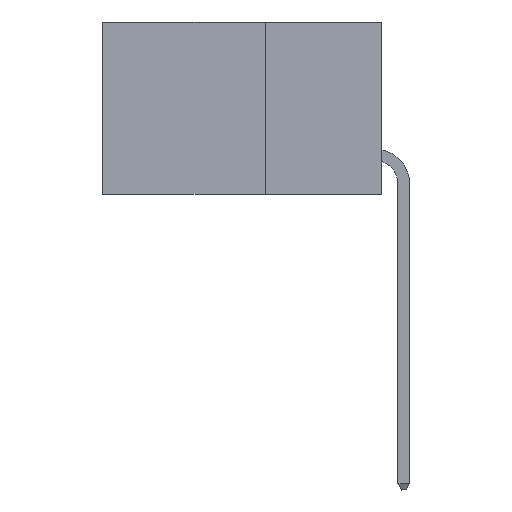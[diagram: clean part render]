
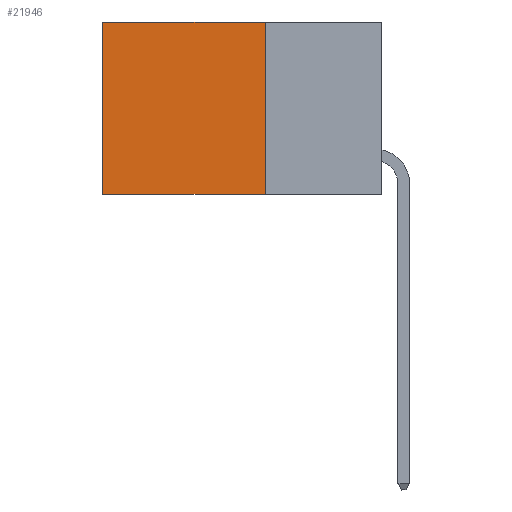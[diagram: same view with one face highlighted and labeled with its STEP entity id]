
A CAD part, left-side view. The second image highlights one B-rep face of the part: STEP entity #21946.
In plain terms, the highlighted planar face has unit normal (-1, 0, 0).
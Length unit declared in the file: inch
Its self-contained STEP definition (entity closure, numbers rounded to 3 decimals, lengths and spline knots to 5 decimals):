
#215 = ORIENTED_EDGE ( 'NONE', *, *, #3114, .T. ) ;
#1696 = LINE ( 'NONE', #26008, #22689 ) ;
#2577 = FACE_OUTER_BOUND ( 'NONE', #11583, .T. ) ;
#3002 = VECTOR ( 'NONE', #10384, 39.37008 ) ;
#3114 = EDGE_CURVE ( 'NONE', #27973, #27484, #14311, .T. ) ;
#4603 = CARTESIAN_POINT ( 'NONE',  ( 0.2875, 0.6, -0.37 ) ) ;
#4753 = LINE ( 'NONE', #30763, #16742 ) ;
#4779 = ORIENTED_EDGE ( 'NONE', *, *, #8743, .T. ) ;
#6993 = ORIENTED_EDGE ( 'NONE', *, *, #14101, .F. ) ;
#7573 = CARTESIAN_POINT ( 'NONE',  ( 0.2875, 0.25, 0. ) ) ;
#8743 = EDGE_CURVE ( 'NONE', #16423, #27973, #23014, .T. ) ;
#9203 = DIRECTION ( 'NONE',  ( 0., 0., -1. ) ) ;
#10384 = DIRECTION ( 'NONE',  ( 0., 0., -1. ) ) ;
#10757 = DIRECTION ( 'NONE',  ( 1., 0., 0. ) ) ;
#11583 = EDGE_LOOP ( 'NONE', ( #215, #12284, #6993, #4779 ) ) ;
#12284 = ORIENTED_EDGE ( 'NONE', *, *, #20841, .F. ) ;
#13214 = DIRECTION ( 'NONE',  ( 0., 0., -1. ) ) ;
#14001 = VERTEX_POINT ( 'NONE', #16250 ) ;
#14081 = AXIS2_PLACEMENT_3D ( 'NONE', #19144, #10757, #13214 ) ;
#14101 = EDGE_CURVE ( 'NONE', #16423, #14001, #1696, .T. ) ;
#14311 = LINE ( 'NONE', #24037, #3002 ) ;
#16250 = CARTESIAN_POINT ( 'NONE',  ( 0.2875, 0.25, -0.37 ) ) ;
#16423 = VERTEX_POINT ( 'NONE', #24821 ) ;
#16742 = VECTOR ( 'NONE', #17196, 39.37008 ) ;
#17196 = DIRECTION ( 'NONE',  ( 0., 1., 0. ) ) ;
#17413 = CARTESIAN_POINT ( 'NONE',  ( 0.2875, 0.6, 0. ) ) ;
#19144 = CARTESIAN_POINT ( 'NONE',  ( 0.2875, 0.25, 0. ) ) ;
#20841 = EDGE_CURVE ( 'NONE', #14001, #27484, #4753, .T. ) ;
#21545 = DIRECTION ( 'NONE',  ( 0., 1., 0. ) ) ;
#21946 = ADVANCED_FACE ( 'NONE', ( #2577 ), #23086, .F. ) ;
#22689 = VECTOR ( 'NONE', #9203, 39.37008 ) ;
#23014 = LINE ( 'NONE', #7573, #29016 ) ;
#23086 = PLANE ( 'NONE',  #14081 ) ;
#24037 = CARTESIAN_POINT ( 'NONE',  ( 0.2875, 0.6, 0. ) ) ;
#24821 = CARTESIAN_POINT ( 'NONE',  ( 0.2875, 0.25, 0. ) ) ;
#26008 = CARTESIAN_POINT ( 'NONE',  ( 0.2875, 0.25, 0. ) ) ;
#27484 = VERTEX_POINT ( 'NONE', #4603 ) ;
#27973 = VERTEX_POINT ( 'NONE', #17413 ) ;
#29016 = VECTOR ( 'NONE', #21545, 39.37008 ) ;
#30763 = CARTESIAN_POINT ( 'NONE',  ( 0.2875, 0.25, -0.37 ) ) ;
